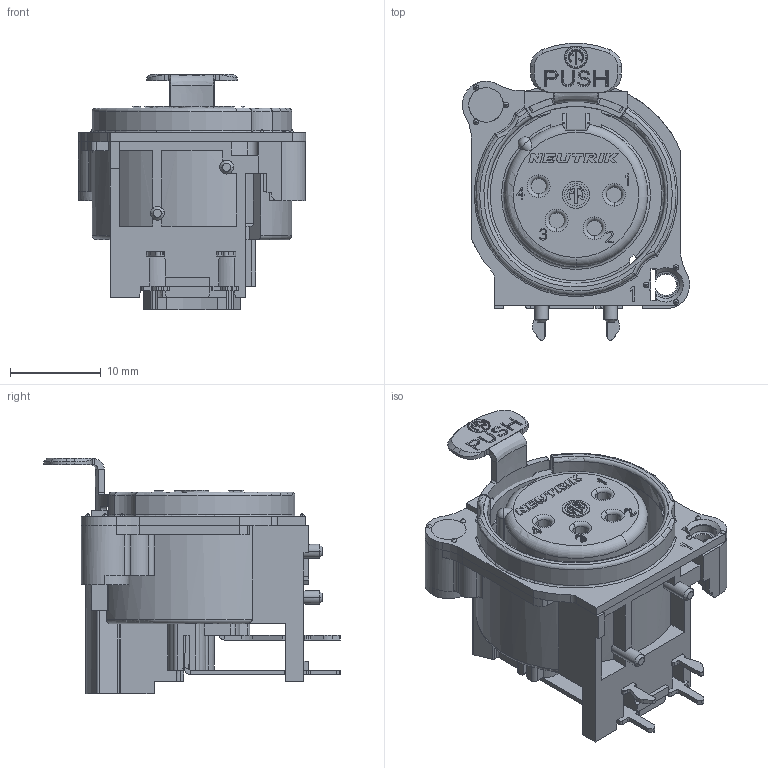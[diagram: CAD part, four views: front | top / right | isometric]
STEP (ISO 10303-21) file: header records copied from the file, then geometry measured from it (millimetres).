
FILE_DESCRIPTION((''),'2;1');
FILE_NAME('NC4FBH','2022-05-05T15:55:32',('phk'),(''),'CREO PARAMETRIC BY PTC INC, 2021184','CREO PARAMETRIC BY PTC INC, 2021184','');
FILE_SCHEMA(('CONFIG_CONTROL_DESIGN'));
Length unit declared in the file: millimetre
Products named in the file (1): NC4FBH
Bounding box: 25 x 32.66 x 25.92 mm (x, y, z)
Volume: 5959.8 mm3; surface area: 7101.8 mm2
Topology: 8 solids, 8 shells, 1772 faces, 4734 edges, 3012 vertices
Faces by surface type: plane 1179, cylinder 364, cone 82, bspline 77, torus 54, sphere 14, extrusion 2
Entity records: 58167 total; most frequent: CARTESIAN_POINT 14510, ORIENTED_EDGE 9448, DIRECTION 8556, EDGE_CURVE 4724, VECTOR 3388, LINE 3386, VERTEX_POINT 3012, AXIS2_PLACEMENT_3D 2584
